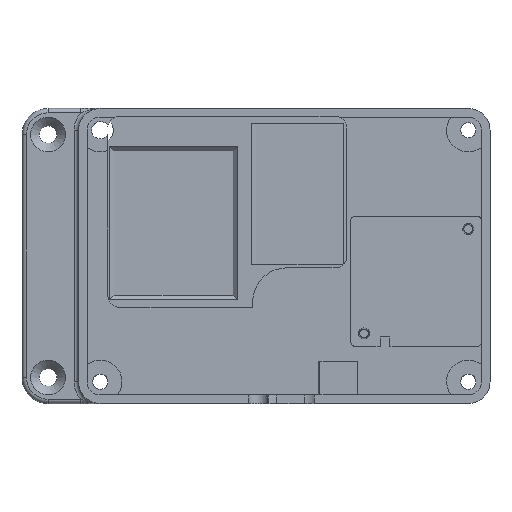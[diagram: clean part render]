
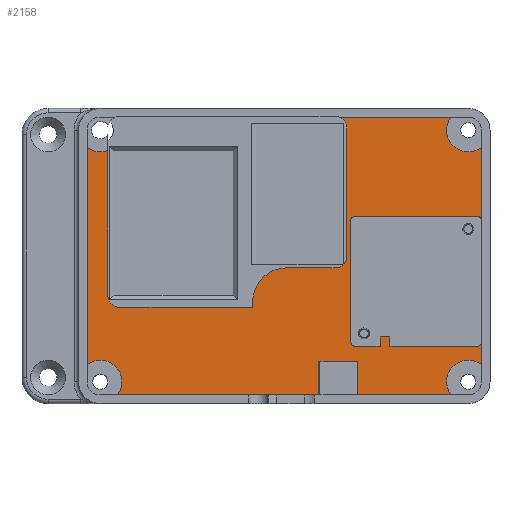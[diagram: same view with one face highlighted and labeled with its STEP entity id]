
A CAD part, top view. The second image highlights one B-rep face of the part: STEP entity #2158.
In plain terms, the highlighted planar face has unit normal (0, 0, 1).
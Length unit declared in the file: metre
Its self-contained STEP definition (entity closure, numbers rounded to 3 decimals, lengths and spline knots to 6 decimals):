
#48=PLANE('',#2338);
#135=CIRCLE('',#2323,0.00275);
#138=CIRCLE('',#2329,0.00275);
#139=CIRCLE('',#2333,0.007846);
#140=CIRCLE('',#2336,0.00275);
#141=CIRCLE('',#2339,0.005);
#142=CIRCLE('',#2340,0.005);
#143=CIRCLE('',#2341,0.005);
#144=CIRCLE('',#2342,0.001);
#145=CIRCLE('',#2343,0.001);
#146=CIRCLE('',#2344,0.001);
#147=CIRCLE('',#2345,0.001);
#148=CIRCLE('',#2346,0.005);
#375=ORIENTED_EDGE('',*,*,#946,.T.);
#376=ORIENTED_EDGE('',*,*,#961,.T.);
#377=ORIENTED_EDGE('',*,*,#962,.F.);
#378=ORIENTED_EDGE('',*,*,#963,.T.);
#379=ORIENTED_EDGE('',*,*,#884,.F.);
#380=ORIENTED_EDGE('',*,*,#964,.F.);
#381=ORIENTED_EDGE('',*,*,#965,.T.);
#382=ORIENTED_EDGE('',*,*,#966,.T.);
#383=ORIENTED_EDGE('',*,*,#967,.F.);
#384=ORIENTED_EDGE('',*,*,#968,.T.);
#385=ORIENTED_EDGE('',*,*,#969,.T.);
#386=ORIENTED_EDGE('',*,*,#970,.F.);
#387=ORIENTED_EDGE('',*,*,#971,.T.);
#388=ORIENTED_EDGE('',*,*,#972,.T.);
#389=ORIENTED_EDGE('',*,*,#973,.T.);
#390=ORIENTED_EDGE('',*,*,#974,.T.);
#391=ORIENTED_EDGE('',*,*,#975,.T.);
#392=ORIENTED_EDGE('',*,*,#976,.F.);
#393=ORIENTED_EDGE('',*,*,#977,.T.);
#394=ORIENTED_EDGE('',*,*,#978,.F.);
#395=ORIENTED_EDGE('',*,*,#979,.T.);
#396=ORIENTED_EDGE('',*,*,#980,.F.);
#397=ORIENTED_EDGE('',*,*,#981,.T.);
#398=ORIENTED_EDGE('',*,*,#982,.T.);
#399=ORIENTED_EDGE('',*,*,#983,.T.);
#400=ORIENTED_EDGE('',*,*,#933,.T.);
#401=ORIENTED_EDGE('',*,*,#960,.T.);
#402=ORIENTED_EDGE('',*,*,#958,.T.);
#403=ORIENTED_EDGE('',*,*,#956,.T.);
#404=ORIENTED_EDGE('',*,*,#954,.F.);
#405=ORIENTED_EDGE('',*,*,#952,.T.);
#406=ORIENTED_EDGE('',*,*,#950,.T.);
#407=ORIENTED_EDGE('',*,*,#948,.T.);
#884=EDGE_CURVE('',#1193,#1194,#1389,.T.);
#933=EDGE_CURVE('',#1231,#1230,#135,.T.);
#946=EDGE_CURVE('',#1241,#1240,#1433,.T.);
#948=EDGE_CURVE('',#1242,#1241,#138,.T.);
#950=EDGE_CURVE('',#1243,#1242,#1436,.T.);
#952=EDGE_CURVE('',#1244,#1243,#1438,.T.);
#954=EDGE_CURVE('',#1244,#1245,#139,.T.);
#956=EDGE_CURVE('',#1246,#1245,#1441,.T.);
#958=EDGE_CURVE('',#1247,#1246,#140,.T.);
#960=EDGE_CURVE('',#1230,#1247,#1444,.T.);
#961=EDGE_CURVE('',#1240,#1248,#141,.T.);
#962=EDGE_CURVE('',#1249,#1248,#1445,.T.);
#963=EDGE_CURVE('',#1249,#1194,#142,.T.);
#964=EDGE_CURVE('',#1250,#1193,#1446,.T.);
#965=EDGE_CURVE('',#1250,#1251,#1447,.T.);
#966=EDGE_CURVE('',#1251,#1252,#1448,.T.);
#967=EDGE_CURVE('',#1253,#1252,#1449,.T.);
#968=EDGE_CURVE('',#1253,#1254,#143,.T.);
#969=EDGE_CURVE('',#1254,#1255,#1450,.T.);
#970=EDGE_CURVE('',#1256,#1255,#144,.T.);
#971=EDGE_CURVE('',#1256,#1257,#1451,.T.);
#972=EDGE_CURVE('',#1257,#1258,#1452,.T.);
#973=EDGE_CURVE('',#1258,#1259,#1453,.T.);
#974=EDGE_CURVE('',#1259,#1260,#1454,.T.);
#975=EDGE_CURVE('',#1260,#1261,#1455,.T.);
#976=EDGE_CURVE('',#1262,#1261,#145,.T.);
#977=EDGE_CURVE('',#1262,#1263,#1456,.T.);
#978=EDGE_CURVE('',#1264,#1263,#146,.T.);
#979=EDGE_CURVE('',#1264,#1265,#1457,.T.);
#980=EDGE_CURVE('',#1266,#1265,#147,.T.);
#981=EDGE_CURVE('',#1266,#1267,#1458,.T.);
#982=EDGE_CURVE('',#1267,#1268,#148,.T.);
#983=EDGE_CURVE('',#1268,#1231,#1459,.T.);
#1193=VERTEX_POINT('',#3284);
#1194=VERTEX_POINT('',#3286);
#1230=VERTEX_POINT('',#3382);
#1231=VERTEX_POINT('',#3384);
#1240=VERTEX_POINT('',#3407);
#1241=VERTEX_POINT('',#3409);
#1242=VERTEX_POINT('',#3413);
#1243=VERTEX_POINT('',#3417);
#1244=VERTEX_POINT('',#3421);
#1245=VERTEX_POINT('',#3425);
#1246=VERTEX_POINT('',#3429);
#1247=VERTEX_POINT('',#3433);
#1248=VERTEX_POINT('',#3439);
#1249=VERTEX_POINT('',#3441);
#1250=VERTEX_POINT('',#3444);
#1251=VERTEX_POINT('',#3446);
#1252=VERTEX_POINT('',#3448);
#1253=VERTEX_POINT('',#3450);
#1254=VERTEX_POINT('',#3452);
#1255=VERTEX_POINT('',#3454);
#1256=VERTEX_POINT('',#3456);
#1257=VERTEX_POINT('',#3458);
#1258=VERTEX_POINT('',#3460);
#1259=VERTEX_POINT('',#3462);
#1260=VERTEX_POINT('',#3464);
#1261=VERTEX_POINT('',#3466);
#1262=VERTEX_POINT('',#3468);
#1263=VERTEX_POINT('',#3470);
#1264=VERTEX_POINT('',#3472);
#1265=VERTEX_POINT('',#3474);
#1266=VERTEX_POINT('',#3476);
#1267=VERTEX_POINT('',#3478);
#1268=VERTEX_POINT('',#3480);
#1389=LINE('',#3285,#1589);
#1433=LINE('',#3408,#1633);
#1436=LINE('',#3416,#1636);
#1438=LINE('',#3420,#1638);
#1441=LINE('',#3428,#1641);
#1444=LINE('',#3436,#1644);
#1445=LINE('',#3440,#1645);
#1446=LINE('',#3443,#1646);
#1447=LINE('',#3445,#1647);
#1448=LINE('',#3447,#1648);
#1449=LINE('',#3449,#1649);
#1450=LINE('',#3453,#1650);
#1451=LINE('',#3457,#1651);
#1452=LINE('',#3459,#1652);
#1453=LINE('',#3461,#1653);
#1454=LINE('',#3463,#1654);
#1455=LINE('',#3465,#1655);
#1456=LINE('',#3469,#1656);
#1457=LINE('',#3473,#1657);
#1458=LINE('',#3477,#1658);
#1459=LINE('',#3481,#1659);
#1589=VECTOR('',#2591,1.);
#1633=VECTOR('',#2689,1.);
#1636=VECTOR('',#2698,1.);
#1638=VECTOR('',#2702,1.);
#1641=VECTOR('',#2711,1.);
#1644=VECTOR('',#2720,1.);
#1645=VECTOR('',#2725,1.);
#1646=VECTOR('',#2728,1.);
#1647=VECTOR('',#2729,1.);
#1648=VECTOR('',#2730,1.);
#1649=VECTOR('',#2731,1.);
#1650=VECTOR('',#2734,1.);
#1651=VECTOR('',#2737,1.);
#1652=VECTOR('',#2738,1.);
#1653=VECTOR('',#2739,1.);
#1654=VECTOR('',#2740,1.);
#1655=VECTOR('',#2741,1.);
#1656=VECTOR('',#2744,1.);
#1657=VECTOR('',#2747,1.);
#1658=VECTOR('',#2750,1.);
#1659=VECTOR('',#2753,1.);
#1785=EDGE_LOOP('',(#375,#376,#377,#378,#379,#380,#381,#382,#383,#384,#385,
#386,#387,#388,#389,#390,#391,#392,#393,#394,#395,#396,#397,#398,#399,#400,
#401,#402,#403,#404,#405,#406,#407));
#1951=FACE_BOUND('',#1785,.T.);
#2158=ADVANCED_FACE('',(#1951),#48,.F.);
#2323=AXIS2_PLACEMENT_3D('',#3383,#2669,#2670);
#2329=AXIS2_PLACEMENT_3D('',#3412,#2693,#2694);
#2333=AXIS2_PLACEMENT_3D('',#3424,#2706,#2707);
#2336=AXIS2_PLACEMENT_3D('',#3432,#2715,#2716);
#2338=AXIS2_PLACEMENT_3D('',#3437,#2721,#2722);
#2339=AXIS2_PLACEMENT_3D('',#3438,#2723,#2724);
#2340=AXIS2_PLACEMENT_3D('',#3442,#2726,#2727);
#2341=AXIS2_PLACEMENT_3D('',#3451,#2732,#2733);
#2342=AXIS2_PLACEMENT_3D('',#3455,#2735,#2736);
#2343=AXIS2_PLACEMENT_3D('',#3467,#2742,#2743);
#2344=AXIS2_PLACEMENT_3D('',#3471,#2745,#2746);
#2345=AXIS2_PLACEMENT_3D('',#3475,#2748,#2749);
#2346=AXIS2_PLACEMENT_3D('',#3479,#2751,#2752);
#2591=DIRECTION('',(-1.,0.,0.));
#2669=DIRECTION('',(0.,0.,-1.));
#2670=DIRECTION('',(-1.,0.,0.));
#2689=DIRECTION('',(0.,1.,0.));
#2693=DIRECTION('',(0.,0.,-1.));
#2694=DIRECTION('',(-1.,0.,0.));
#2698=DIRECTION('',(-1.,0.,0.));
#2702=DIRECTION('',(0.,-1.,0.));
#2706=DIRECTION('',(0.,0.,-1.));
#2707=DIRECTION('',(-1.,0.,0.));
#2711=DIRECTION('',(-1.,0.,0.));
#2715=DIRECTION('',(0.,0.,-1.));
#2716=DIRECTION('',(-1.,0.,0.));
#2720=DIRECTION('',(0.,-1.,0.));
#2721=DIRECTION('',(0.,0.,-1.));
#2722=DIRECTION('',(1.,0.,0.));
#2723=DIRECTION('',(0.,0.,-1.));
#2724=DIRECTION('',(-1.,0.,0.));
#2725=DIRECTION('',(0.,1.,0.));
#2726=DIRECTION('',(0.,0.,-1.));
#2727=DIRECTION('',(-1.,0.,0.));
#2728=DIRECTION('',(0.,-1.,0.));
#2729=DIRECTION('',(1.,0.,0.));
#2730=DIRECTION('',(0.,-1.,0.));
#2731=DIRECTION('',(-1.,0.,0.));
#2732=DIRECTION('',(0.,0.,-1.));
#2733=DIRECTION('',(-1.,0.,0.));
#2734=DIRECTION('',(0.,1.,0.));
#2735=DIRECTION('',(0.,0.,1.));
#2736=DIRECTION('',(1.,0.,0.));
#2737=DIRECTION('',(-1.,0.,0.));
#2738=DIRECTION('',(0.,1.,0.));
#2739=DIRECTION('',(-1.,0.,0.));
#2740=DIRECTION('',(0.,-1.,0.));
#2741=DIRECTION('',(-1.,0.,0.));
#2742=DIRECTION('',(0.,0.,1.));
#2743=DIRECTION('',(1.,0.,0.));
#2744=DIRECTION('',(0.,1.,0.));
#2745=DIRECTION('',(0.,0.,1.));
#2746=DIRECTION('',(1.,0.,0.));
#2747=DIRECTION('',(1.,0.,0.));
#2748=DIRECTION('',(0.,0.,1.));
#2749=DIRECTION('',(1.,0.,0.));
#2750=DIRECTION('',(0.,1.,0.));
#2751=DIRECTION('',(0.,0.,-1.));
#2752=DIRECTION('',(-1.,0.,0.));
#2753=DIRECTION('',(-1.,0.,0.));
#3284=CARTESIAN_POINT('',(0.075345,0.001367,0.0008));
#3285=CARTESIAN_POINT('',(0.067575,0.001367,0.0008));
#3286=CARTESIAN_POINT('',(0.02925,0.001367,0.0008));
#3382=CARTESIAN_POINT('',(0.082,0.06275,0.0008));
#3383=CARTESIAN_POINT('',(0.07925,0.06275,0.0008));
#3384=CARTESIAN_POINT('',(0.080396,0.06525,0.0008));
#3407=CARTESIAN_POINT('',(0.027,0.057566,0.0008));
#3408=CARTESIAN_POINT('',(0.027,0.0435,0.0008));
#3409=CARTESIAN_POINT('',(0.027,0.02425,0.0008));
#3412=CARTESIAN_POINT('',(0.02975,0.02425,0.0008));
#3413=CARTESIAN_POINT('',(0.02975,0.0215,0.0008));
#3416=CARTESIAN_POINT('',(0.045023,0.0215,0.0008));
#3417=CARTESIAN_POINT('',(0.060297,0.0215,0.0008));
#3420=CARTESIAN_POINT('',(0.060297,0.022115,0.0008));
#3421=CARTESIAN_POINT('',(0.060297,0.022729,0.0008));
#3424=CARTESIAN_POINT('',(0.068143,0.022729,0.0008));
#3425=CARTESIAN_POINT('',(0.068143,0.030576,0.0008));
#3428=CARTESIAN_POINT('',(0.073697,0.030576,0.0008));
#3429=CARTESIAN_POINT('',(0.07925,0.030576,0.0008));
#3432=CARTESIAN_POINT('',(0.07925,0.033326,0.0008));
#3433=CARTESIAN_POINT('',(0.082,0.033326,0.0008));
#3436=CARTESIAN_POINT('',(0.082,0.048038,0.0008));
#3437=CARTESIAN_POINT('',(0.067575,0.033308,0.0008));
#3438=CARTESIAN_POINT('',(0.02525,0.06225,0.0008));
#3439=CARTESIAN_POINT('',(0.02225,0.05825,0.0008));
#3440=CARTESIAN_POINT('',(0.02225,0.033308,0.0008));
#3441=CARTESIAN_POINT('',(0.02225,0.008367,0.0008));
#3442=CARTESIAN_POINT('',(0.02525,0.004367,0.0008));
#3443=CARTESIAN_POINT('',(0.075345,0.005242,0.0008));
#3444=CARTESIAN_POINT('',(0.075345,0.009117,0.0008));
#3445=CARTESIAN_POINT('',(0.079892,0.009117,0.0008));
#3446=CARTESIAN_POINT('',(0.084439,0.009117,0.0008));
#3447=CARTESIAN_POINT('',(0.084439,0.005242,0.0008));
#3448=CARTESIAN_POINT('',(0.084439,0.001367,0.0008));
#3449=CARTESIAN_POINT('',(0.067575,0.001367,0.0008));
#3450=CARTESIAN_POINT('',(0.1059,0.001367,0.0008));
#3451=CARTESIAN_POINT('',(0.1099,0.004367,0.0008));
#3452=CARTESIAN_POINT('',(0.1129,0.008367,0.0008));
#3453=CARTESIAN_POINT('',(0.1129,0.051875,0.0008));
#3454=CARTESIAN_POINT('',(0.1129,0.0135,0.0008));
#3455=CARTESIAN_POINT('',(0.1119,0.0135,0.0008));
#3456=CARTESIAN_POINT('',(0.1119,0.0125,0.0008));
#3457=CARTESIAN_POINT('',(0.101897,0.0125,0.0008));
#3458=CARTESIAN_POINT('',(0.091893,0.0125,0.0008));
#3459=CARTESIAN_POINT('',(0.091893,0.013594,0.0008));
#3460=CARTESIAN_POINT('',(0.091893,0.014688,0.0008));
#3461=CARTESIAN_POINT('',(0.090761,0.014688,0.0008));
#3462=CARTESIAN_POINT('',(0.089629,0.014688,0.0008));
#3463=CARTESIAN_POINT('',(0.089629,0.013594,0.0008));
#3464=CARTESIAN_POINT('',(0.089629,0.0125,0.0008));
#3465=CARTESIAN_POINT('',(0.086765,0.0125,0.0008));
#3466=CARTESIAN_POINT('',(0.0839,0.0125,0.0008));
#3467=CARTESIAN_POINT('',(0.0839,0.0135,0.0008));
#3468=CARTESIAN_POINT('',(0.0829,0.0135,0.0008));
#3469=CARTESIAN_POINT('',(0.0829,0.0275,0.0008));
#3470=CARTESIAN_POINT('',(0.0829,0.0415,0.0008));
#3471=CARTESIAN_POINT('',(0.0839,0.0415,0.0008));
#3472=CARTESIAN_POINT('',(0.0839,0.0425,0.0008));
#3473=CARTESIAN_POINT('',(0.0979,0.0425,0.0008));
#3474=CARTESIAN_POINT('',(0.1119,0.0425,0.0008));
#3475=CARTESIAN_POINT('',(0.1119,0.0415,0.0008));
#3476=CARTESIAN_POINT('',(0.1129,0.0415,0.0008));
#3477=CARTESIAN_POINT('',(0.1129,0.051875,0.0008));
#3478=CARTESIAN_POINT('',(0.1129,0.05825,0.0008));
#3479=CARTESIAN_POINT('',(0.1099,0.06225,0.0008));
#3480=CARTESIAN_POINT('',(0.1059,0.06525,0.0008));
#3481=CARTESIAN_POINT('',(0.095148,0.06525,0.0008));
